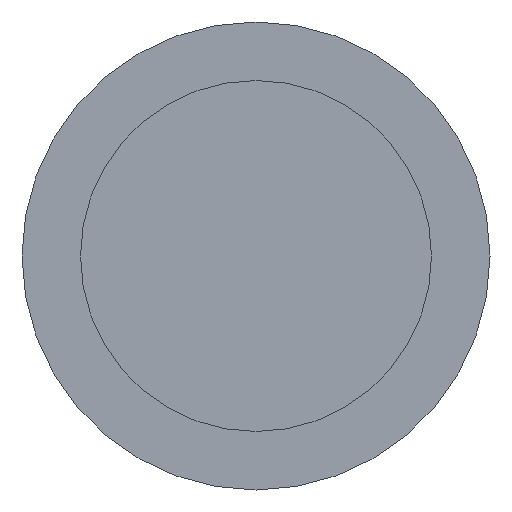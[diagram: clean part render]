
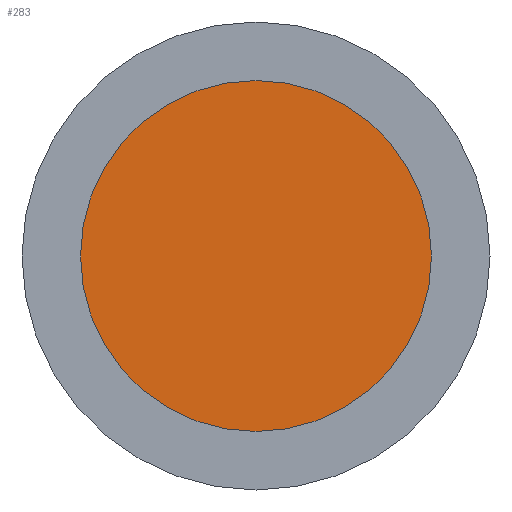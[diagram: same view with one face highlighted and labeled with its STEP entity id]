
A CAD part, front view. The second image highlights one B-rep face of the part: STEP entity #283.
In plain terms, the highlighted planar face has unit normal (0, -1, 0).
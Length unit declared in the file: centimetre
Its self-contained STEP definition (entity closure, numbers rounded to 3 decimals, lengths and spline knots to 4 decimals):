
#30 = AXIS2_PLACEMENT_3D ( 'NONE', #88, #66, #240 ) ;
#38 = FACE_OUTER_BOUND ( 'NONE', #158, .T. ) ;
#62 = DIRECTION ( 'NONE',  ( 0., -1., 0. ) ) ;
#65 = EDGE_CURVE ( 'NONE', #212, #262, #184, .T. ) ;
#66 = DIRECTION ( 'NONE',  ( 0., -1., 0. ) ) ;
#69 = DIRECTION ( 'NONE',  ( 0., 0., -1. ) ) ;
#88 = CARTESIAN_POINT ( 'NONE',  ( 0., 2., 0. ) ) ;
#91 = DIRECTION ( 'NONE',  ( 0., 0., -1. ) ) ;
#93 = EDGE_CURVE ( 'NONE', #262, #212, #172, .T. ) ;
#150 = CARTESIAN_POINT ( 'NONE',  ( 0., 2., 0. ) ) ;
#158 = EDGE_LOOP ( 'NONE', ( #185, #162 ) ) ;
#162 = ORIENTED_EDGE ( 'NONE', *, *, #93, .T. ) ;
#166 = CARTESIAN_POINT ( 'NONE',  ( 0., 2., 3.5 ) ) ;
#170 = AXIS2_PLACEMENT_3D ( 'NONE', #150, #62, #69 ) ;
#172 = CIRCLE ( 'NONE', #313, 3.5 ) ;
#184 = CIRCLE ( 'NONE', #30, 3.5 ) ;
#185 = ORIENTED_EDGE ( 'NONE', *, *, #65, .T. ) ;
#195 = PLANE ( 'NONE',  #170 ) ;
#212 = VERTEX_POINT ( 'NONE', #332 ) ;
#240 = DIRECTION ( 'NONE',  ( 0., 0., -1. ) ) ;
#262 = VERTEX_POINT ( 'NONE', #166 ) ;
#266 = DIRECTION ( 'NONE',  ( 0., -1., 0. ) ) ;
#273 = CARTESIAN_POINT ( 'NONE',  ( 0., 2., 0. ) ) ;
#283 = ADVANCED_FACE ( 'NONE', ( #38 ), #195, .T. ) ;
#313 = AXIS2_PLACEMENT_3D ( 'NONE', #273, #266, #91 ) ;
#332 = CARTESIAN_POINT ( 'NONE',  ( 0., 2., -3.5 ) ) ;
